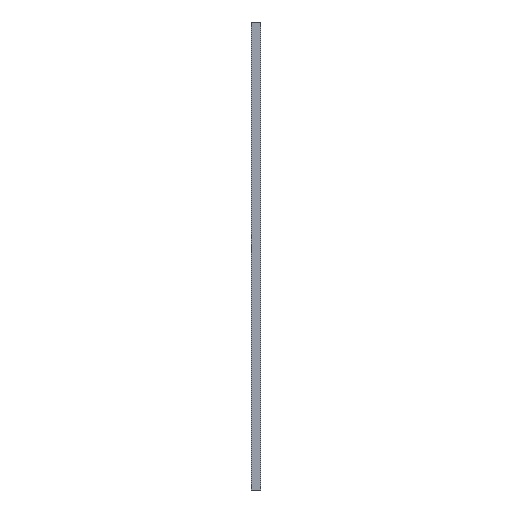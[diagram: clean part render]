
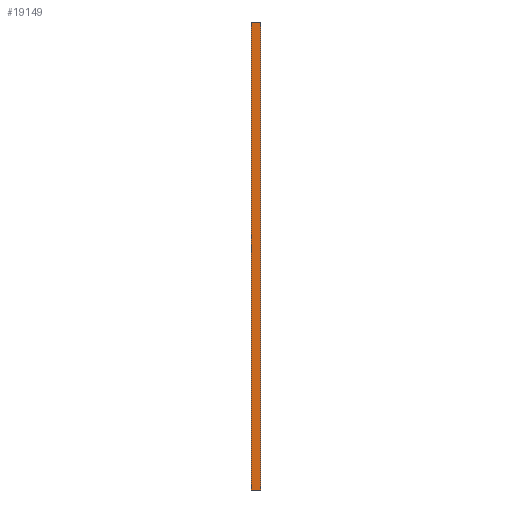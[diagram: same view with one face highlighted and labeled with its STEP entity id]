
A CAD part, left-side view. The second image highlights one B-rep face of the part: STEP entity #19149.
In plain terms, the highlighted planar face has unit normal (-1, 0, 0).
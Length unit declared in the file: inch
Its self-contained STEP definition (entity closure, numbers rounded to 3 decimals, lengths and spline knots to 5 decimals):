
#697 = VERTEX_POINT ( 'NONE', #3275 ) ;
#915 = CARTESIAN_POINT ( 'NONE',  ( -6., 0.09, -2.25 ) ) ;
#3275 = CARTESIAN_POINT ( 'NONE',  ( -6., 0.09, -2.25 ) ) ;
#4028 = DIRECTION ( 'NONE',  ( 0., 0., -1. ) ) ;
#4187 = VECTOR ( 'NONE', #4878, 39.37008 ) ;
#4580 = LINE ( 'NONE', #915, #38414 ) ;
#4878 = DIRECTION ( 'NONE',  ( 0., -1., 0. ) ) ;
#5398 = CARTESIAN_POINT ( 'NONE',  ( -6., 0.09, 2.25 ) ) ;
#7105 = CARTESIAN_POINT ( 'NONE',  ( -6., 0.09, 2.25 ) ) ;
#8093 = CARTESIAN_POINT ( 'NONE',  ( -6., 0.09, 2.25 ) ) ;
#8116 = VECTOR ( 'NONE', #37244, 39.37008 ) ;
#11828 = DIRECTION ( 'NONE',  ( 0., 0., 1. ) ) ;
#12691 = LINE ( 'NONE', #8093, #4187 ) ;
#13508 = EDGE_CURVE ( 'NONE', #697, #34888, #37329, .T. ) ;
#14099 = CARTESIAN_POINT ( 'NONE',  ( -6., 0., -2.25 ) ) ;
#15030 = CARTESIAN_POINT ( 'NONE',  ( -6., 0., 2.25 ) ) ;
#15339 = ORIENTED_EDGE ( 'NONE', *, *, #38171, .T. ) ;
#15700 = ORIENTED_EDGE ( 'NONE', *, *, #39562, .F. ) ;
#17209 = EDGE_LOOP ( 'NONE', ( #29080, #15700, #29494, #15339 ) ) ;
#19149 = ADVANCED_FACE ( 'NONE', ( #22688 ), #22840, .F. ) ;
#20023 = DIRECTION ( 'NONE',  ( 0., -1., 0. ) ) ;
#21442 = VECTOR ( 'NONE', #11828, 39.37008 ) ;
#22688 = FACE_OUTER_BOUND ( 'NONE', #17209, .T. ) ;
#22840 = PLANE ( 'NONE',  #39735 ) ;
#23120 = DIRECTION ( 'NONE',  ( 1., 0., 0. ) ) ;
#23669 = VERTEX_POINT ( 'NONE', #14099 ) ;
#23960 = CARTESIAN_POINT ( 'NONE',  ( -6., 0.09, 2.25 ) ) ;
#25661 = VERTEX_POINT ( 'NONE', #38254 ) ;
#28059 = LINE ( 'NONE', #15030, #8116 ) ;
#29080 = ORIENTED_EDGE ( 'NONE', *, *, #33073, .T. ) ;
#29494 = ORIENTED_EDGE ( 'NONE', *, *, #13508, .F. ) ;
#33073 = EDGE_CURVE ( 'NONE', #23669, #25661, #28059, .T. ) ;
#34888 = VERTEX_POINT ( 'NONE', #23960 ) ;
#37244 = DIRECTION ( 'NONE',  ( 0., 0., 1. ) ) ;
#37329 = LINE ( 'NONE', #5398, #21442 ) ;
#38171 = EDGE_CURVE ( 'NONE', #697, #23669, #4580, .T. ) ;
#38254 = CARTESIAN_POINT ( 'NONE',  ( -6., 0., 2.25 ) ) ;
#38414 = VECTOR ( 'NONE', #20023, 39.37008 ) ;
#39562 = EDGE_CURVE ( 'NONE', #34888, #25661, #12691, .T. ) ;
#39735 = AXIS2_PLACEMENT_3D ( 'NONE', #7105, #23120, #4028 ) ;
